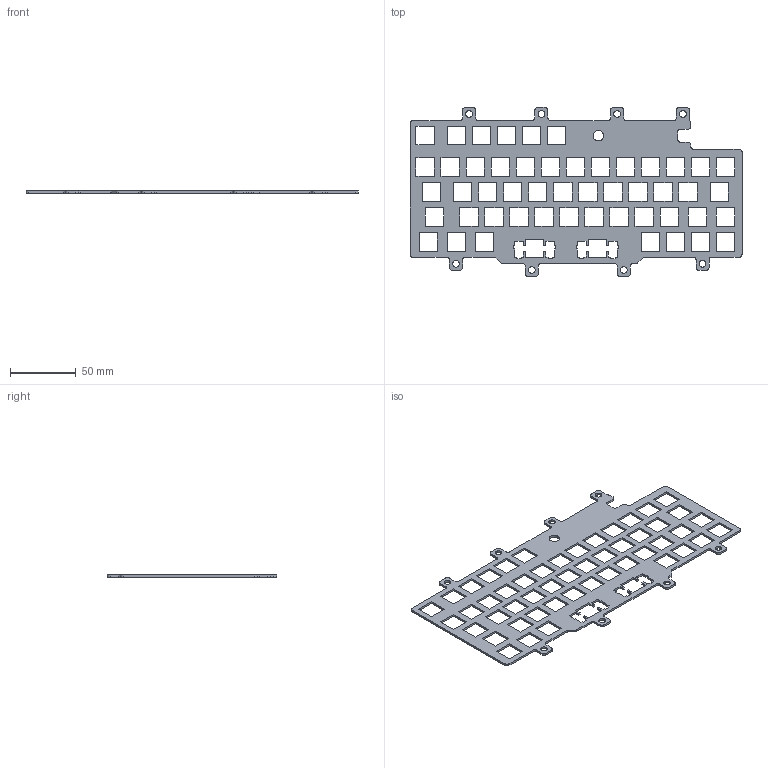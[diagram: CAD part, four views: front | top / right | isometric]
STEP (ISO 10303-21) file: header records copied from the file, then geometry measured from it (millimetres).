
FILE_DESCRIPTION(/* description */ ('','CAx-IF Rec.Pracs.---Representation and Presentation of Product Manufacturing Information (PMI)---4.0---2014-10-13'),/* implementation_level */ '2;1');
FILE_NAME(/* name */ 'MX_switchplate.step',/* time_stamp */ '2025-01-31T19:55:44-05:00',/* author */ (''),/* organization */ (''),/* preprocessor_version */ 'ST-DEVELOPER v20',/* originating_system */ 'Autodesk Translation Framework v13.20.0.188',/* authorisation */ '');
FILE_SCHEMA (('AP242_MANAGED_MODEL_BASED_3D_ENGINEERING_MIM_LF { 1 0 10303 442 1 1 4 }'));
Length unit declared in the file: millimetre
Products named in the file (1): shrimple_case_UDB_rev
Bounding box: 252.65 x 128.78 x 1.6 mm (x, y, z)
Volume: 25349.9 mm3; surface area: 38203 mm2
Topology: 1 solids, 1 shells, 373 faces, 1113 edges, 742 vertices
Faces by surface type: plane 319, cylinder 54
Full cylindrical faces by diameter (mm): 5.163 x8, 8 x1
Entity records: 12648 total; most frequent: CARTESIAN_POINT 2229, ORIENTED_EDGE 2226, DIRECTION 1969, EDGE_CURVE 1113, LINE 1005, VECTOR 1005, VERTEX_POINT 742, EDGE_LOOP 495
